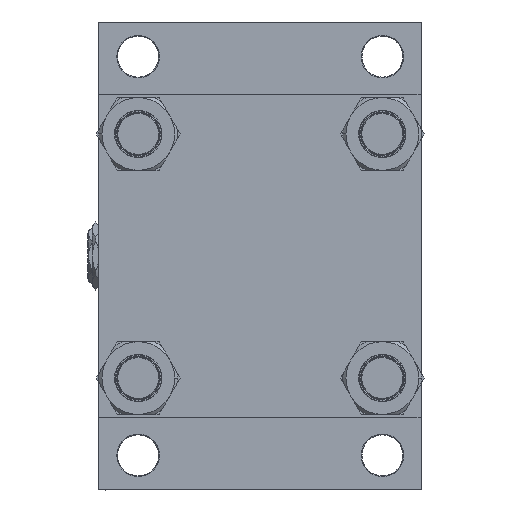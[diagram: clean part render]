
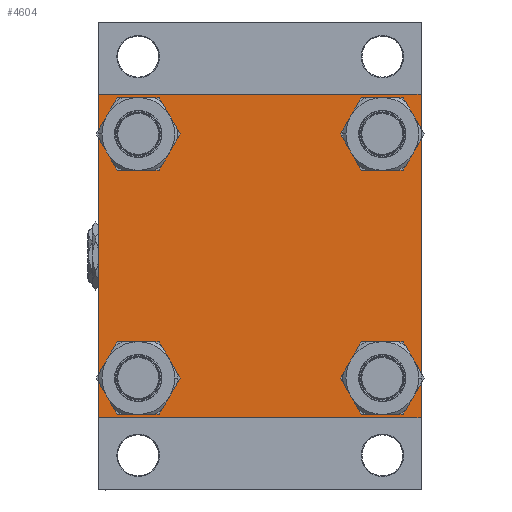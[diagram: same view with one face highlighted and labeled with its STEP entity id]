
A CAD part, left-side view. The second image highlights one B-rep face of the part: STEP entity #4604.
In plain terms, the highlighted planar face has unit normal (-1, 0, 0).
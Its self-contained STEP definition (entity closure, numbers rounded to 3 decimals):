
#1079 = CARTESIAN_POINT ( 'NONE',  ( 0., 102., -102.5 ) ) ;
#1506 = CARTESIAN_POINT ( 'NONE',  ( 0., 77.45, 77.45 ) ) ;
#1936 = VERTEX_POINT ( 'NONE', #44943 ) ;
#2184 = ORIENTED_EDGE ( 'NONE', *, *, #25671, .T. ) ;
#2974 = CARTESIAN_POINT ( 'NONE',  ( 0., -102., 102.5 ) ) ;
#3438 = LINE ( 'NONE', #50236, #47081 ) ;
#3509 = EDGE_CURVE ( 'NONE', #11439, #37781, #13744, .T. ) ;
#3588 = DIRECTION ( 'NONE',  ( 1., 0., 0. ) ) ;
#3763 = ORIENTED_EDGE ( 'NONE', *, *, #31546, .T. ) ;
#3794 = CARTESIAN_POINT ( 'NONE',  ( 0., -77.45, -77.45 ) ) ;
#4207 = VERTEX_POINT ( 'NONE', #5997 ) ;
#4294 = CARTESIAN_POINT ( 'NONE',  ( 0., 102.5, 102. ) ) ;
#4357 = CARTESIAN_POINT ( 'NONE',  ( 0., -102.5, 102. ) ) ;
#4469 = VERTEX_POINT ( 'NONE', #48846 ) ;
#4559 = DIRECTION ( 'NONE',  ( 1., 0., 0. ) ) ;
#4604 = ADVANCED_FACE ( 'NONE', ( #30766, #14999, #11691, #30522, #46517 ), #42949, .T. ) ;
#4923 = EDGE_LOOP ( 'NONE', ( #41542, #2184 ) ) ;
#5997 = CARTESIAN_POINT ( 'NONE',  ( 0., 102.5, -102. ) ) ;
#6252 = ORIENTED_EDGE ( 'NONE', *, *, #9103, .T. ) ;
#6603 = DIRECTION ( 'NONE',  ( 1., 0., 0. ) ) ;
#7276 = AXIS2_PLACEMENT_3D ( 'NONE', #33926, #34684, #42559 ) ;
#7408 = DIRECTION ( 'NONE',  ( 1., 0., 0. ) ) ;
#7777 = CARTESIAN_POINT ( 'NONE',  ( 0., -77.45, 63.45 ) ) ;
#7973 = CARTESIAN_POINT ( 'NONE',  ( 0., 102.5, 102.5 ) ) ;
#8523 = CARTESIAN_POINT ( 'NONE',  ( 0., -77.45, -77.45 ) ) ;
#8879 = EDGE_LOOP ( 'NONE', ( #35056, #32060 ) ) ;
#9103 = EDGE_CURVE ( 'NONE', #38218, #4207, #3438, .T. ) ;
#9428 = DIRECTION ( 'NONE',  ( 0., -1., 0. ) ) ;
#9458 = VERTEX_POINT ( 'NONE', #33165 ) ;
#10432 = LINE ( 'NONE', #17314, #49870 ) ;
#11175 = DIRECTION ( 'NONE',  ( 0., 0., 1. ) ) ;
#11249 = EDGE_CURVE ( 'NONE', #9458, #42361, #13038, .T. ) ;
#11422 = VECTOR ( 'NONE', #50112, 1000. ) ;
#11439 = VERTEX_POINT ( 'NONE', #34165 ) ;
#11691 = FACE_BOUND ( 'NONE', #32409, .T. ) ;
#13038 = CIRCLE ( 'NONE', #13883, 14. ) ;
#13573 = DIRECTION ( 'NONE',  ( 1., 0., 0. ) ) ;
#13744 = CIRCLE ( 'NONE', #20231, 14. ) ;
#13883 = AXIS2_PLACEMENT_3D ( 'NONE', #8523, #20478, #27600 ) ;
#14216 = ORIENTED_EDGE ( 'NONE', *, *, #30194, .T. ) ;
#14999 = FACE_BOUND ( 'NONE', #8879, .T. ) ;
#15004 = EDGE_CURVE ( 'NONE', #26166, #33887, #29007, .T. ) ;
#15167 = EDGE_CURVE ( 'NONE', #42361, #9458, #16455, .T. ) ;
#15497 = EDGE_CURVE ( 'NONE', #24318, #47326, #27312, .T. ) ;
#15771 = VERTEX_POINT ( 'NONE', #4357 ) ;
#16128 = DIRECTION ( 'NONE',  ( 0., 0.707, 0.707 ) ) ;
#16163 = VERTEX_POINT ( 'NONE', #34767 ) ;
#16455 = CIRCLE ( 'NONE', #39167, 14. ) ;
#16643 = LINE ( 'NONE', #42836, #40881 ) ;
#16786 = EDGE_CURVE ( 'NONE', #37781, #11439, #42473, .T. ) ;
#17269 = VECTOR ( 'NONE', #40522, 1000. ) ;
#17314 = CARTESIAN_POINT ( 'NONE',  ( 0., -102.5, 102.5 ) ) ;
#17342 = EDGE_CURVE ( 'NONE', #15771, #47326, #16643, .T. ) ;
#17586 = DIRECTION ( 'NONE',  ( 1., 0., 0. ) ) ;
#17637 = CARTESIAN_POINT ( 'NONE',  ( 0., -102.25, -102.25 ) ) ;
#18338 = AXIS2_PLACEMENT_3D ( 'NONE', #45030, #17586, #33103 ) ;
#19065 = DIRECTION ( 'NONE',  ( -1., 0., 0. ) ) ;
#19080 = LINE ( 'NONE', #26203, #11422 ) ;
#19315 = DIRECTION ( 'NONE',  ( 0., 0., 1. ) ) ;
#20231 = AXIS2_PLACEMENT_3D ( 'NONE', #29328, #13573, #29076 ) ;
#20478 = DIRECTION ( 'NONE',  ( 1., 0., 0. ) ) ;
#20831 = DIRECTION ( 'NONE',  ( 0., 0., 1. ) ) ;
#21240 = ORIENTED_EDGE ( 'NONE', *, *, #39023, .T. ) ;
#21323 = VECTOR ( 'NONE', #49963, 1000. ) ;
#21432 = ORIENTED_EDGE ( 'NONE', *, *, #15004, .T. ) ;
#21907 = AXIS2_PLACEMENT_3D ( 'NONE', #41488, #7408, #38171 ) ;
#22045 = LINE ( 'NONE', #48760, #42200 ) ;
#22906 = CARTESIAN_POINT ( 'NONE',  ( 0., -77.45, 77.45 ) ) ;
#24318 = VERTEX_POINT ( 'NONE', #29941 ) ;
#25503 = ORIENTED_EDGE ( 'NONE', *, *, #15497, .F. ) ;
#25671 = EDGE_CURVE ( 'NONE', #28777, #16163, #27259, .T. ) ;
#26166 = VERTEX_POINT ( 'NONE', #1079 ) ;
#26203 = CARTESIAN_POINT ( 'NONE',  ( 0., 102.25, -102.25 ) ) ;
#26499 = CARTESIAN_POINT ( 'NONE',  ( 0., -77.45, -91.45 ) ) ;
#27043 = AXIS2_PLACEMENT_3D ( 'NONE', #1506, #4559, #20831 ) ;
#27191 = ORIENTED_EDGE ( 'NONE', *, *, #49735, .T. ) ;
#27259 = CIRCLE ( 'NONE', #29706, 14. ) ;
#27312 = LINE ( 'NONE', #7973, #21323 ) ;
#27600 = DIRECTION ( 'NONE',  ( 0., 0., 1. ) ) ;
#28777 = VERTEX_POINT ( 'NONE', #7777 ) ;
#29007 = LINE ( 'NONE', #29251, #35940 ) ;
#29076 = DIRECTION ( 'NONE',  ( 0., 0., 1. ) ) ;
#29251 = CARTESIAN_POINT ( 'NONE',  ( 0., 102.5, -102.5 ) ) ;
#29328 = CARTESIAN_POINT ( 'NONE',  ( 0., 77.45, 77.45 ) ) ;
#29548 = EDGE_CURVE ( 'NONE', #24318, #38218, #22045, .T. ) ;
#29706 = AXIS2_PLACEMENT_3D ( 'NONE', #22906, #3588, #31296 ) ;
#29907 = EDGE_CURVE ( 'NONE', #16163, #28777, #44631, .T. ) ;
#29941 = CARTESIAN_POINT ( 'NONE',  ( 0., 102., 102.5 ) ) ;
#30194 = EDGE_CURVE ( 'NONE', #4469, #1936, #34101, .T. ) ;
#30522 = FACE_BOUND ( 'NONE', #40944, .T. ) ;
#30766 = FACE_BOUND ( 'NONE', #4923, .T. ) ;
#31296 = DIRECTION ( 'NONE',  ( 0., 0., 1. ) ) ;
#31546 = EDGE_CURVE ( 'NONE', #4207, #26166, #19080, .T. ) ;
#32060 = ORIENTED_EDGE ( 'NONE', *, *, #15167, .T. ) ;
#32277 = EDGE_LOOP ( 'NONE', ( #6252, #3763, #21432, #21240, #39258, #47969, #25503, #37224 ) ) ;
#32409 = EDGE_LOOP ( 'NONE', ( #27191, #14216 ) ) ;
#32605 = CARTESIAN_POINT ( 'NONE',  ( 0., -102., -102.5 ) ) ;
#33103 = DIRECTION ( 'NONE',  ( 0., 0., 1. ) ) ;
#33165 = CARTESIAN_POINT ( 'NONE',  ( 0., -77.45, -63.45 ) ) ;
#33739 = ORIENTED_EDGE ( 'NONE', *, *, #3509, .T. ) ;
#33887 = VERTEX_POINT ( 'NONE', #32605 ) ;
#33926 = CARTESIAN_POINT ( 'NONE',  ( 0., -77.45, 77.45 ) ) ;
#34101 = CIRCLE ( 'NONE', #21907, 14. ) ;
#34165 = CARTESIAN_POINT ( 'NONE',  ( 0., 77.45, 91.45 ) ) ;
#34684 = DIRECTION ( 'NONE',  ( 1., 0., 0. ) ) ;
#34767 = CARTESIAN_POINT ( 'NONE',  ( 0., -77.45, 91.45 ) ) ;
#35056 = ORIENTED_EDGE ( 'NONE', *, *, #11249, .T. ) ;
#35396 = CIRCLE ( 'NONE', #18338, 14. ) ;
#35940 = VECTOR ( 'NONE', #9428, 1000. ) ;
#36889 = DIRECTION ( 'NONE',  ( 0., 0., -1. ) ) ;
#37224 = ORIENTED_EDGE ( 'NONE', *, *, #29548, .T. ) ;
#37781 = VERTEX_POINT ( 'NONE', #41559 ) ;
#38116 = AXIS2_PLACEMENT_3D ( 'NONE', #38130, #19065, #19315 ) ;
#38130 = CARTESIAN_POINT ( 'NONE',  ( 0., 0., 0. ) ) ;
#38171 = DIRECTION ( 'NONE',  ( 0., 0., 1. ) ) ;
#38218 = VERTEX_POINT ( 'NONE', #4294 ) ;
#39023 = EDGE_CURVE ( 'NONE', #33887, #40305, #48162, .T. ) ;
#39167 = AXIS2_PLACEMENT_3D ( 'NONE', #3794, #6603, #11175 ) ;
#39258 = ORIENTED_EDGE ( 'NONE', *, *, #41704, .F. ) ;
#40305 = VERTEX_POINT ( 'NONE', #50190 ) ;
#40522 = DIRECTION ( 'NONE',  ( 0., -0.707, 0.707 ) ) ;
#40881 = VECTOR ( 'NONE', #16128, 1000. ) ;
#40944 = EDGE_LOOP ( 'NONE', ( #33739, #44174 ) ) ;
#41488 = CARTESIAN_POINT ( 'NONE',  ( 0., 77.45, -77.45 ) ) ;
#41542 = ORIENTED_EDGE ( 'NONE', *, *, #29907, .T. ) ;
#41559 = CARTESIAN_POINT ( 'NONE',  ( 0., 77.45, 63.45 ) ) ;
#41704 = EDGE_CURVE ( 'NONE', #15771, #40305, #10432, .T. ) ;
#42200 = VECTOR ( 'NONE', #44189, 1000. ) ;
#42361 = VERTEX_POINT ( 'NONE', #26499 ) ;
#42473 = CIRCLE ( 'NONE', #27043, 14. ) ;
#42559 = DIRECTION ( 'NONE',  ( 0., 0., 1. ) ) ;
#42836 = CARTESIAN_POINT ( 'NONE',  ( 0., -102.25, 102.25 ) ) ;
#42949 = PLANE ( 'NONE',  #38116 ) ;
#44174 = ORIENTED_EDGE ( 'NONE', *, *, #16786, .T. ) ;
#44189 = DIRECTION ( 'NONE',  ( 0., 0.707, -0.707 ) ) ;
#44631 = CIRCLE ( 'NONE', #7276, 14. ) ;
#44943 = CARTESIAN_POINT ( 'NONE',  ( 0., 77.45, -63.45 ) ) ;
#45030 = CARTESIAN_POINT ( 'NONE',  ( 0., 77.45, -77.45 ) ) ;
#45163 = DIRECTION ( 'NONE',  ( 0., 0., -1. ) ) ;
#46517 = FACE_OUTER_BOUND ( 'NONE', #32277, .T. ) ;
#47081 = VECTOR ( 'NONE', #45163, 1000. ) ;
#47326 = VERTEX_POINT ( 'NONE', #2974 ) ;
#47969 = ORIENTED_EDGE ( 'NONE', *, *, #17342, .T. ) ;
#48162 = LINE ( 'NONE', #17637, #17269 ) ;
#48760 = CARTESIAN_POINT ( 'NONE',  ( 0., 102.25, 102.25 ) ) ;
#48846 = CARTESIAN_POINT ( 'NONE',  ( 0., 77.45, -91.45 ) ) ;
#49735 = EDGE_CURVE ( 'NONE', #1936, #4469, #35396, .T. ) ;
#49870 = VECTOR ( 'NONE', #36889, 1000. ) ;
#49963 = DIRECTION ( 'NONE',  ( 0., -1., 0. ) ) ;
#50112 = DIRECTION ( 'NONE',  ( 0., -0.707, -0.707 ) ) ;
#50190 = CARTESIAN_POINT ( 'NONE',  ( 0., -102.5, -102. ) ) ;
#50236 = CARTESIAN_POINT ( 'NONE',  ( 0., 102.5, 102.5 ) ) ;
